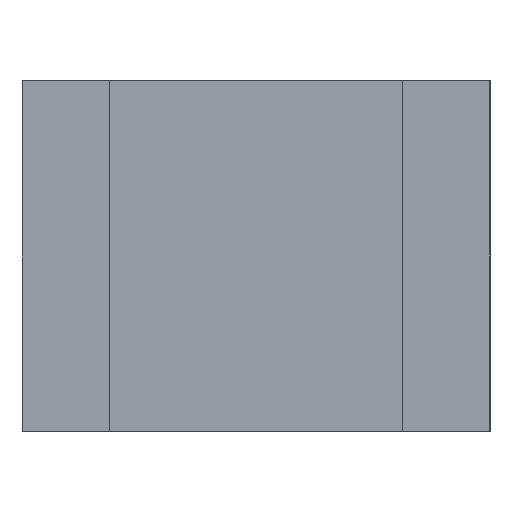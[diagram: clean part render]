
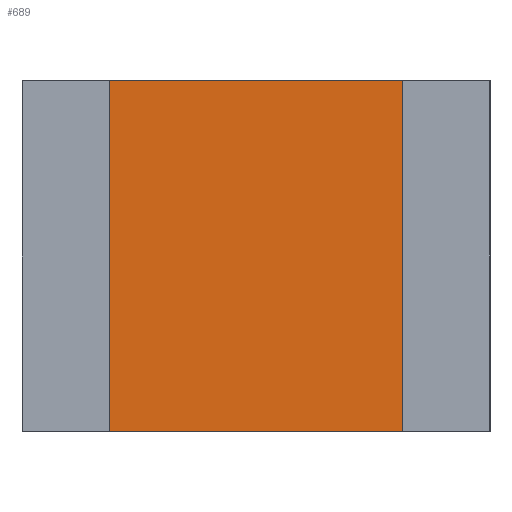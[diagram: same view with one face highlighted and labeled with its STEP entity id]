
A CAD part, left-side view. The second image highlights one B-rep face of the part: STEP entity #689.
In plain terms, the highlighted planar face has unit normal (-1, 0, 0).
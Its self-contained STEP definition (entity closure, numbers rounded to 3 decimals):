
#182 = VERTEX_POINT('',#183);
#183 = CARTESIAN_POINT('',(-1.6,-0.5,1.2));
#189 = EDGE_CURVE('',#190,#182,#192,.T.);
#190 = VERTEX_POINT('',#191);
#191 = CARTESIAN_POINT('',(-1.6,-0.5,0.));
#192 = LINE('',#193,#194);
#193 = CARTESIAN_POINT('',(-1.6,-0.5,1.2));
#194 = VECTOR('',#195,1.);
#195 = DIRECTION('',(0.,0.,1.));
#355 = VERTEX_POINT('',#356);
#356 = CARTESIAN_POINT('',(-1.6,0.5,0.));
#362 = EDGE_CURVE('',#363,#355,#365,.T.);
#363 = VERTEX_POINT('',#364);
#364 = CARTESIAN_POINT('',(-1.6,0.5,1.2));
#365 = LINE('',#366,#367);
#366 = CARTESIAN_POINT('',(-1.6,0.5,1.2));
#367 = VECTOR('',#368,1.);
#368 = DIRECTION('',(0.,0.,-1.));
#689 = ADVANCED_FACE('',(#690),#706,.F.);
#690 = FACE_BOUND('',#691,.T.);
#691 = EDGE_LOOP('',(#692,#698,#699,#705));
#692 = ORIENTED_EDGE('',*,*,#693,.F.);
#693 = EDGE_CURVE('',#363,#182,#694,.T.);
#694 = LINE('',#695,#696);
#695 = CARTESIAN_POINT('',(-1.6,0.8,1.2));
#696 = VECTOR('',#697,1.);
#697 = DIRECTION('',(0.,-1.,0.));
#698 = ORIENTED_EDGE('',*,*,#362,.T.);
#699 = ORIENTED_EDGE('',*,*,#700,.T.);
#700 = EDGE_CURVE('',#355,#190,#701,.T.);
#701 = LINE('',#702,#703);
#702 = CARTESIAN_POINT('',(-1.6,0.8,0.));
#703 = VECTOR('',#704,1.);
#704 = DIRECTION('',(0.,-1.,0.));
#705 = ORIENTED_EDGE('',*,*,#189,.T.);
#706 = PLANE('',#707);
#707 = AXIS2_PLACEMENT_3D('',#708,#709,#710);
#708 = CARTESIAN_POINT('',(-1.6,0.8,1.2));
#709 = DIRECTION('',(1.,0.,0.));
#710 = DIRECTION('',(0.,1.,0.));
